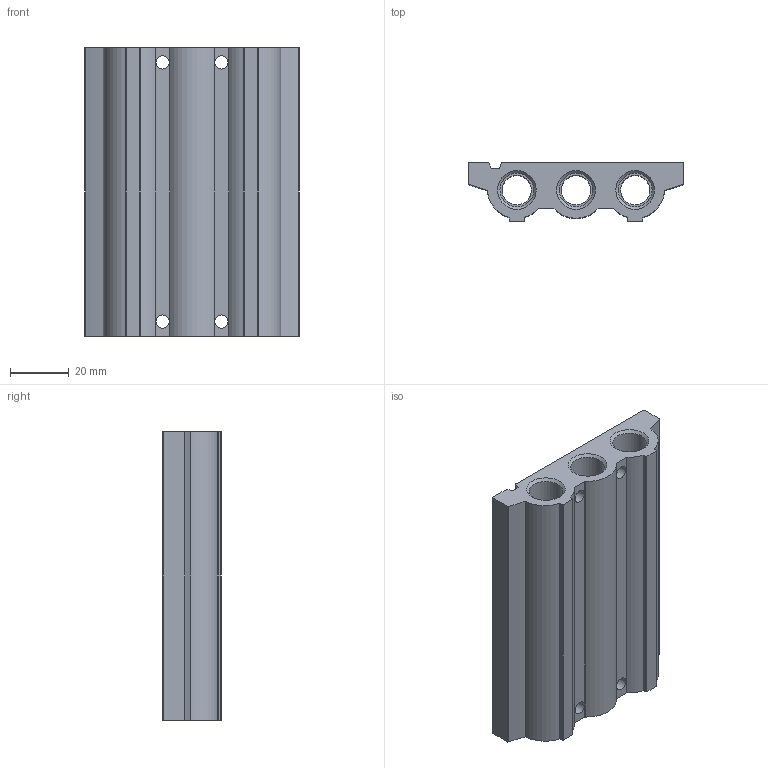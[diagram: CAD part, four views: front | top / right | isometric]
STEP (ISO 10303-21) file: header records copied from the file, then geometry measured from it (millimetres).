
FILE_DESCRIPTION(/* description */ ('STEP AP214'),/* implementation_level */ '2;1');
FILE_NAME(/* name */ '566621_VABM-L1-14S-G14-5',/* time_stamp */ '2024-09-14T05:43:11+02:00',/* author */ ('License CC BY-ND 4.0'),/* organization */ ('CADENAS'),/* preprocessor_version */ 'ST-DEVELOPER v19.3',/* originating_system */ 'PARTsolutions',/* authorisation */ ' ');
FILE_SCHEMA (('AUTOMOTIVE_DESIGN {1 0 10303 214 3 1 1}'));
Length unit declared in the file: millimetre
Products named in the file (2): 566621 VABM-L1-14S-G14-5; 566621 VABM-L1-14S-G14-5---(L1-P)
Assembly tree (1 placements, depth 2):
  566621 VABM-L1-14S-G14-5
    566621 VABM-L1-14S-G14-5---(L1-P)
Bounding box: 72.9 x 20 x 98 mm (x, y, z)
Volume: 82519.5 mm3; surface area: 32163.5 mm2
Topology: 1 solids, 1 shells, 206 faces, 590 edges, 389 vertices
Faces by surface type: cylinder 87, plane 83, cone 36
Full cylindrical faces by diameter (mm): 2.013 x10, 4.5 x4, 6 x15, 10 x3, 11.445 x6, 13.157 x6
Entity records: 6220 total; most frequent: CARTESIAN_POINT 1286, DIRECTION 1018, ORIENTED_EDGE 884, EDGE_CURVE 442, AXIS2_PLACEMENT_3D 393, FACE_BOUND 358, VERTEX_POINT 346, EDGE_LOOP 338
